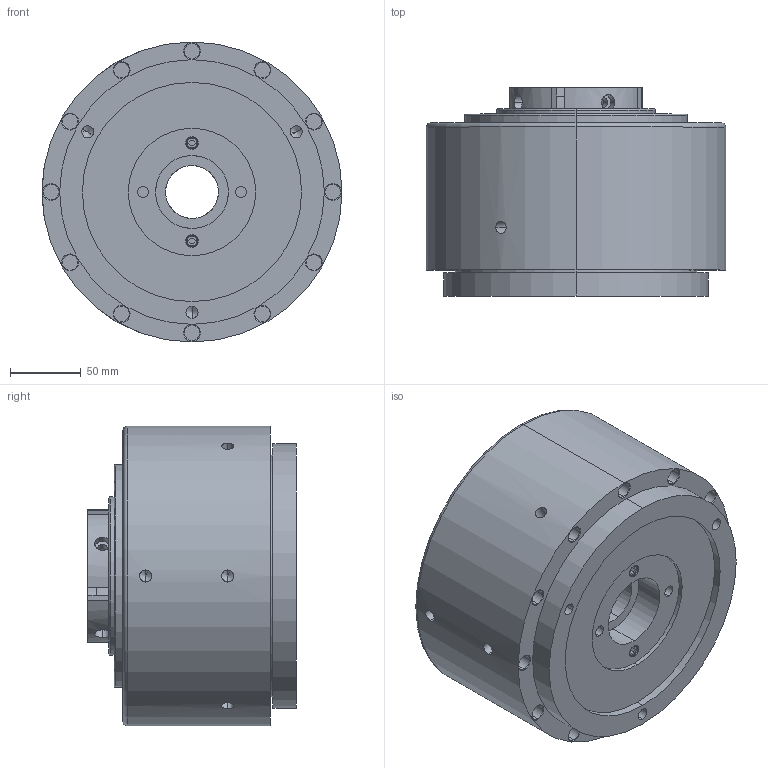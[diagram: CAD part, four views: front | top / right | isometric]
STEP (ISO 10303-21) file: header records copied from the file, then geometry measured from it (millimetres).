
FILE_DESCRIPTION (( 'STEP AP214' ), '1' );
FILE_NAME ('DZ-40 侐羲.STEP', '2023-07-27T06:39:35', ( '' ), ( '' ), 'SwSTEP 2.0', 'SolidWorks 2023', '' );
FILE_SCHEMA (( 'AUTOMOTIVE_DESIGN' ));
Length unit declared in the file: millimetre
Products named in the file (4): DZ-40 筒夹.STEP; DZ-40 夹头.STEP; DZ-40+筒夹.STEP; DZ-40 四开
Assembly tree (3 placements, depth 3):
  DZ-40 四开
    DZ-40+筒夹.STEP
      DZ-40 夹头.STEP
      DZ-40 筒夹.STEP
Bounding box: 212 x 147.45 x 212 mm (x, y, z)
Volume: 4019005.9 mm3; surface area: 245689.8 mm2
Topology: 2 solids, 2 shells, 481 faces, 1180 edges, 759 vertices
Faces by surface type: plane 240, cylinder 126, cone 60, bspline 39, torus 16
Entity records: 18146 total; most frequent: CARTESIAN_POINT 6564, ORIENTED_EDGE 2332, DIRECTION 2250, EDGE_CURVE 1166, AXIS2_PLACEMENT_3D 769, VERTEX_POINT 759, VECTOR 712, LINE 712
